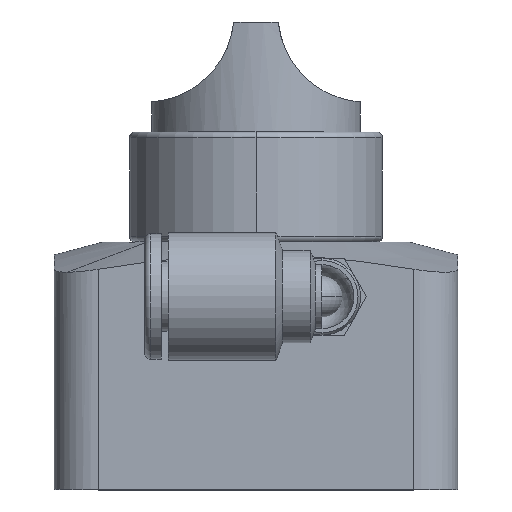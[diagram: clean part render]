
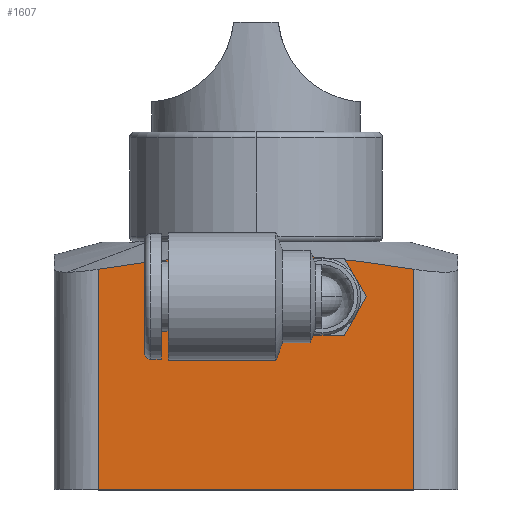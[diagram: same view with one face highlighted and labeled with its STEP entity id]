
A CAD part, top view. The second image highlights one B-rep face of the part: STEP entity #1607.
In plain terms, the highlighted planar face has unit normal (0, 0, 1).
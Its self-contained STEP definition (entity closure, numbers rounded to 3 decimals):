
#243=CARTESIAN_POINT('',(6.,3.5,18.35));
#244=DIRECTION('',(0.,0.,1.));
#245=DIRECTION('',(-1.,0.,0.));
#246=AXIS2_PLACEMENT_3D('',#243,#244,#245);
#248=CARTESIAN_POINT('',(6.,3.5,18.35));
#249=DIRECTION('',(0.,0.,1.));
#250=DIRECTION('',(1.,0.,0.));
#251=AXIS2_PLACEMENT_3D('',#248,#249,#250);
#253=CARTESIAN_POINT('',(-14.35,6.009,18.35));
#254=CARTESIAN_POINT('',(-13.453,6.157,18.35));
#255=CARTESIAN_POINT('',(-11.713,6.427,18.35));
#256=CARTESIAN_POINT('',(-9.304,6.748,18.35));
#257=CARTESIAN_POINT('',(-6.961,7.003,18.35));
#258=CARTESIAN_POINT('',(-4.648,7.191,18.35));
#259=CARTESIAN_POINT('',(-2.329,7.308,18.35));
#260=CARTESIAN_POINT('',(0.002,7.348,18.35));
#261=CARTESIAN_POINT('',(2.332,7.308,18.35));
#262=CARTESIAN_POINT('',(4.651,7.191,18.35));
#263=CARTESIAN_POINT('',(6.963,7.003,18.35));
#264=CARTESIAN_POINT('',(9.305,6.748,18.35));
#265=CARTESIAN_POINT('',(11.713,6.427,18.35));
#266=CARTESIAN_POINT('',(13.453,6.157,18.35));
#267=CARTESIAN_POINT('',(14.35,6.009,18.35));
#269=DIRECTION('',(0.,1.,0.));
#270=VECTOR('',#269,20.009);
#271=CARTESIAN_POINT('',(14.35,-14.,18.35));
#272=LINE('',#271,#270);
#273=DIRECTION('',(1.,0.,0.));
#274=VECTOR('',#273,28.7);
#275=CARTESIAN_POINT('',(-14.35,-14.,18.35));
#276=LINE('',#275,#274);
#277=DIRECTION('',(0.,-1.,0.));
#278=VECTOR('',#277,20.009);
#279=CARTESIAN_POINT('',(-14.35,6.009,18.35));
#280=LINE('',#279,#278);
#1121=CARTESIAN_POINT('',(3.75,3.5,18.35));
#1122=CARTESIAN_POINT('',(8.25,3.5,18.35));
#1123=VERTEX_POINT('',#1121);
#1124=VERTEX_POINT('',#1122);
#1178=CARTESIAN_POINT('',(14.35,-14.,18.35));
#1180=VERTEX_POINT('',#1178);
#1185=CARTESIAN_POINT('',(-14.35,-14.,18.35));
#1187=VERTEX_POINT('',#1185);
#1227=VERTEX_POINT('',#253);
#1228=VERTEX_POINT('',#267);
#1589=CARTESIAN_POINT('',(0.,0.,18.35));
#1590=DIRECTION('',(0.,0.,1.));
#1591=DIRECTION('',(1.,0.,0.));
#1592=AXIS2_PLACEMENT_3D('',#1589,#1590,#1591);
#1593=PLANE('',#1592);
#1594=ORIENTED_EDGE('',*,*,#1574,.T.);
#1595=ORIENTED_EDGE('',*,*,#1564,.F.);
#1596=ORIENTED_EDGE('',*,*,#1311,.F.);
#1598=ORIENTED_EDGE('',*,*,#1597,.F.);
#1599=EDGE_LOOP('',(#1594,#1595,#1596,#1598));
#1600=FACE_OUTER_BOUND('',#1599,.F.);
#1602=ORIENTED_EDGE('',*,*,#1601,.T.);
#1604=ORIENTED_EDGE('',*,*,#1603,.T.);
#1605=EDGE_LOOP('',(#1602,#1604));
#1606=FACE_BOUND('',#1605,.F.);
#1607=ADVANCED_FACE('',(#1600,#1606),#1593,.T.);
#247=CIRCLE('',#246,2.25);
#252=CIRCLE('',#251,2.25);
#268=B_SPLINE_CURVE_WITH_KNOTS('',3,(#253,#254,#255,#256,#257,#258,#259,#260,
#261,#262,#263,#264,#265,#266,#267),.UNSPECIFIED.,.F.,.F.,(4,1,1,1,1,1,1,1,1,1,
1,1,4),(0.,0.083,0.167,0.25,0.333,
0.417,0.5,0.583,0.667,0.75,
0.833,0.917,1.),.UNSPECIFIED.);
#1311=EDGE_CURVE('',#1187,#1180,#276,.T.);
#1564=EDGE_CURVE('',#1180,#1228,#272,.T.);
#1574=EDGE_CURVE('',#1227,#1228,#268,.T.);
#1597=EDGE_CURVE('',#1227,#1187,#280,.T.);
#1601=EDGE_CURVE('',#1123,#1124,#247,.T.);
#1603=EDGE_CURVE('',#1124,#1123,#252,.T.);
